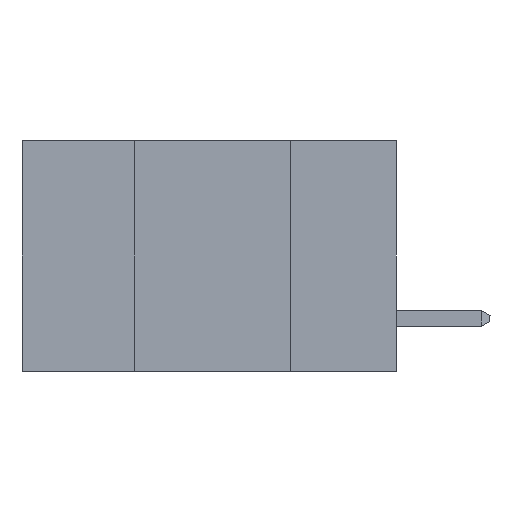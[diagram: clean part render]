
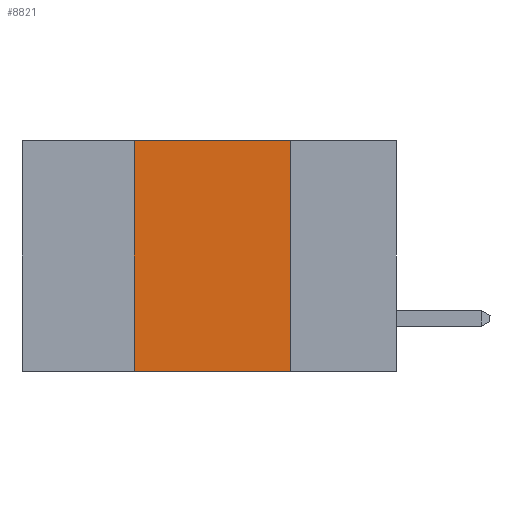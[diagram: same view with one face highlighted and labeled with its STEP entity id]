
A CAD part, left-side view. The second image highlights one B-rep face of the part: STEP entity #8821.
In plain terms, the highlighted planar face has unit normal (-1, 0, 0).
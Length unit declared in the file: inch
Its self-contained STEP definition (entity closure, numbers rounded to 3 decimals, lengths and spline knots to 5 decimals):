
#118 = VECTOR ( 'NONE', #1459, 39.37008 ) ;
#323 = CARTESIAN_POINT ( 'NONE',  ( 0., 0.6, 0. ) ) ;
#595 = DIRECTION ( 'NONE',  ( 1., 0., 0. ) ) ;
#1410 = CARTESIAN_POINT ( 'NONE',  ( 0., 0.17, -0.37 ) ) ;
#1459 = DIRECTION ( 'NONE',  ( 0., 0., -1. ) ) ;
#1542 = CARTESIAN_POINT ( 'NONE',  ( 0., 0.42, -0.37 ) ) ;
#1789 = AXIS2_PLACEMENT_3D ( 'NONE', #5153, #595, #5922 ) ;
#1876 = ORIENTED_EDGE ( 'NONE', *, *, #2636, .F. ) ;
#1894 = EDGE_LOOP ( 'NONE', ( #1876, #4367, #4853, #3519 ) ) ;
#1977 = VECTOR ( 'NONE', #7954, 39.37008 ) ;
#2024 = FACE_OUTER_BOUND ( 'NONE', #1894, .T. ) ;
#2636 = EDGE_CURVE ( 'NONE', #3775, #6797, #5964, .T. ) ;
#3040 = CARTESIAN_POINT ( 'NONE',  ( 0., 0.42, 0. ) ) ;
#3420 = VECTOR ( 'NONE', #4117, 39.37008 ) ;
#3423 = CARTESIAN_POINT ( 'NONE',  ( 0., 0.6, -0.37 ) ) ;
#3515 = VECTOR ( 'NONE', #7573, 39.37008 ) ;
#3519 = ORIENTED_EDGE ( 'NONE', *, *, #6073, .T. ) ;
#3592 = EDGE_CURVE ( 'NONE', #5170, #3775, #9327, .T. ) ;
#3775 = VERTEX_POINT ( 'NONE', #7287 ) ;
#4117 = DIRECTION ( 'NONE',  ( 0., -1., 0. ) ) ;
#4367 = ORIENTED_EDGE ( 'NONE', *, *, #3592, .F. ) ;
#4853 = ORIENTED_EDGE ( 'NONE', *, *, #5186, .F. ) ;
#5153 = CARTESIAN_POINT ( 'NONE',  ( 0., 0.6, 0. ) ) ;
#5170 = VERTEX_POINT ( 'NONE', #3040 ) ;
#5177 = VERTEX_POINT ( 'NONE', #8987 ) ;
#5186 = EDGE_CURVE ( 'NONE', #5177, #5170, #5792, .T. ) ;
#5792 = LINE ( 'NONE', #1542, #3515 ) ;
#5922 = DIRECTION ( 'NONE',  ( 0., 0., -1. ) ) ;
#5964 = LINE ( 'NONE', #1410, #118 ) ;
#6073 = EDGE_CURVE ( 'NONE', #5177, #6797, #7952, .T. ) ;
#6797 = VERTEX_POINT ( 'NONE', #7995 ) ;
#7287 = CARTESIAN_POINT ( 'NONE',  ( 0., 0.17, 0. ) ) ;
#7573 = DIRECTION ( 'NONE',  ( 0., 0., 1. ) ) ;
#7952 = LINE ( 'NONE', #3423, #1977 ) ;
#7954 = DIRECTION ( 'NONE',  ( 0., -1., 0. ) ) ;
#7995 = CARTESIAN_POINT ( 'NONE',  ( 0., 0.17, -0.37 ) ) ;
#8821 = ADVANCED_FACE ( 'NONE', ( #2024 ), #9524, .F. ) ;
#8987 = CARTESIAN_POINT ( 'NONE',  ( 0., 0.42, -0.37 ) ) ;
#9327 = LINE ( 'NONE', #323, #3420 ) ;
#9524 = PLANE ( 'NONE',  #1789 ) ;
